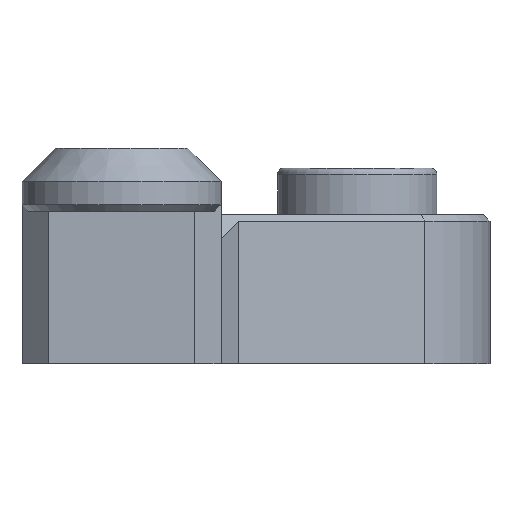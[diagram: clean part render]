
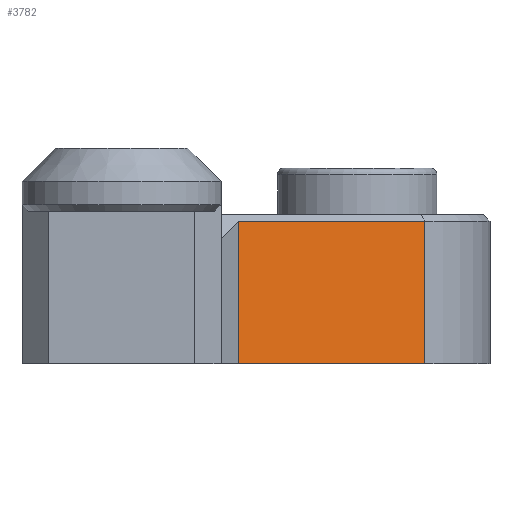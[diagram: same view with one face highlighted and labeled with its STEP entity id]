
A CAD part, left-side view. The second image highlights one B-rep face of the part: STEP entity #3782.
In plain terms, the highlighted planar face has unit normal (-0.862, -0.508, 0).
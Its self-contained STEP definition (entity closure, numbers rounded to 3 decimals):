
#81=PLANE('',#4035);
#299=FACE_OUTER_BOUND('',#511,.T.);
#511=EDGE_LOOP('',(#2761,#2762,#2763,#2764));
#768=LINE('',#5395,#1199);
#776=LINE('',#5417,#1207);
#777=LINE('',#5419,#1208);
#778=LINE('',#5420,#1209);
#1199=VECTOR('',#4419,10.);
#1207=VECTOR('',#4437,10.);
#1208=VECTOR('',#4438,10.);
#1209=VECTOR('',#4439,10.);
#1708=VERTEX_POINT('',#5392);
#1709=VERTEX_POINT('',#5394);
#1718=VERTEX_POINT('',#5416);
#1719=VERTEX_POINT('',#5418);
#2110=EDGE_CURVE('',#1708,#1709,#768,.T.);
#2122=EDGE_CURVE('',#1709,#1718,#776,.T.);
#2123=EDGE_CURVE('',#1708,#1719,#777,.T.);
#2124=EDGE_CURVE('',#1718,#1719,#778,.T.);
#2761=ORIENTED_EDGE('',*,*,#2122,.F.);
#2762=ORIENTED_EDGE('',*,*,#2110,.F.);
#2763=ORIENTED_EDGE('',*,*,#2123,.T.);
#2764=ORIENTED_EDGE('',*,*,#2124,.F.);
#3782=ADVANCED_FACE('',(#299),#81,.T.);
#4035=AXIS2_PLACEMENT_3D('',#5415,#4435,#4436);
#4419=DIRECTION('',(-0.508,0.862,0.));
#4435=DIRECTION('center_axis',(-0.862,-0.508,0.));
#4436=DIRECTION('ref_axis',(0.508,-0.862,0.));
#4437=DIRECTION('',(0.,0.,1.));
#4438=DIRECTION('',(0.,0.,1.));
#4439=DIRECTION('',(0.508,-0.862,0.));
#5392=CARTESIAN_POINT('',(-117.231,-10.154,-182.5));
#5394=CARTESIAN_POINT('',(-133.772,17.915,-182.5));
#5395=CARTESIAN_POINT('',(-135.397,20.674,-182.5));
#5415=CARTESIAN_POINT('Origin',(-135.295,20.5,-205.));
#5416=CARTESIAN_POINT('',(-133.772,17.915,-161.));
#5417=CARTESIAN_POINT('',(-133.772,17.915,-205.));
#5418=CARTESIAN_POINT('',(-117.231,-10.154,-161.));
#5419=CARTESIAN_POINT('',(-117.231,-10.154,-205.));
#5420=CARTESIAN_POINT('',(-134.613,19.343,-161.));
